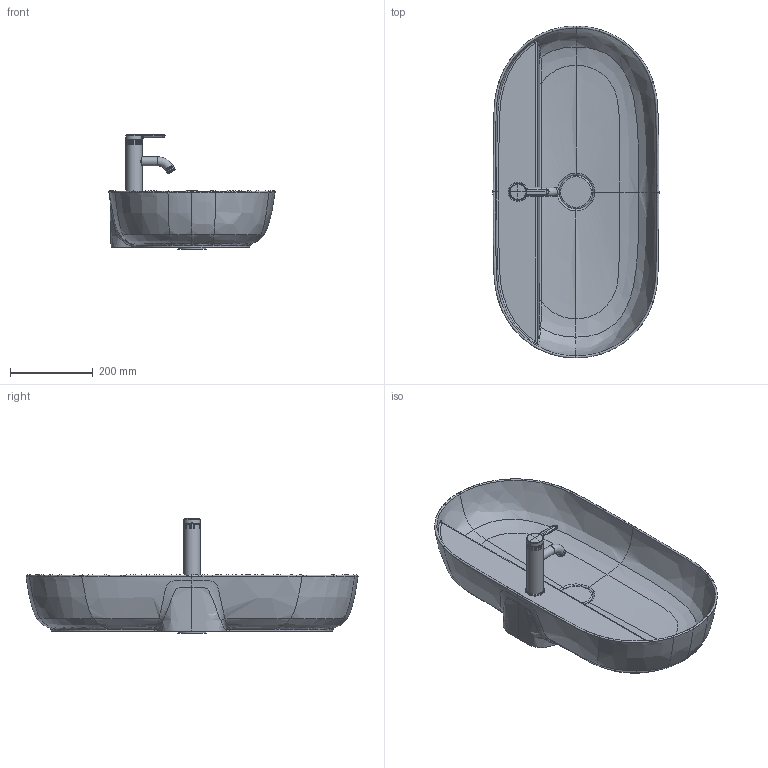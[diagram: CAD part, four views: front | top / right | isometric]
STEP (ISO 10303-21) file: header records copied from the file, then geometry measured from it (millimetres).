
FILE_DESCRIPTION((''),'2;1');
FILE_NAME('038080.stp','2017-06-21T20:08:15',('Administrator'),(''),'Autodesk Inventor 2011','Autodesk Inventor 2011','');
FILE_SCHEMA(('CONFIG_CONTROL_DESIGN'));
Length unit declared in the file: millimetre
Products named in the file (10): 038080; Kelch_Stopfen LUV Bgr; Armatur C1 Handwaschbecken; 509114_ASM; 615830; 615831; 636748; 615729; 615737
Assembly tree (9 placements, depth 4):
  038080
    038080
    Kelch_Stopfen LUV Bgr
    Armatur C1 Handwaschbecken
      509114_ASM
        615830
        615831
      636748
      615729
      615737
Bounding box: 400.07 x 800.07 x 275.73 mm (x, y, z)
Volume: 11377307.4 mm3; surface area: 1018586.9 mm2
Topology: 8 solids, 11 shells, 380 faces, 858 edges, 508 vertices
Faces by surface type: bspline 203, plane 77, cylinder 56, torus 22, cone 16, sphere 6
Full cylindrical faces by diameter (mm): 6 x1, 16 x1, 16.5 x2, 17.3 x1, 17.55 x1, 18.5 x2, 18.75 x1, 22 x2, 27.189 x1, 30.452 x1, 34 x1, 34.5 x1, 35 x1, 35.4 x1, 35.5 x1, 36.282 x1, 36.9 x4, 37.3 x1, 37.6 x1, 40 x2, 42.5 x1, 42.677 x1, 45.31 x1, 46 x1, 80.103 x1
Entity records: 85134 total; most frequent: CARTESIAN_POINT 77539, ORIENTED_EDGE 1572, DIRECTION 1053, EDGE_CURVE 786, VERTEX_POINT 493, EDGE_LOOP 465, AXIS2_PLACEMENT_3D 449, FACE_OUTER_BOUND 380
